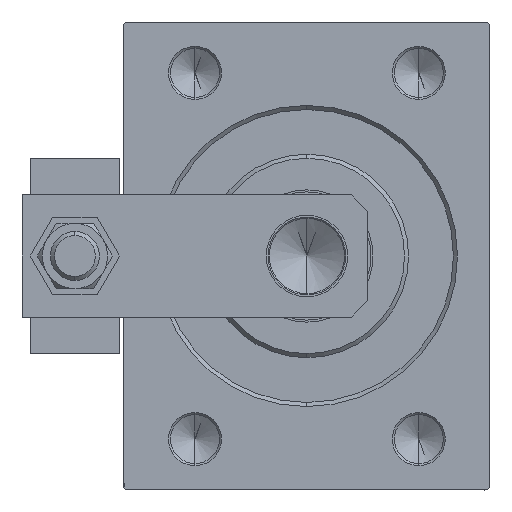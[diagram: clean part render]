
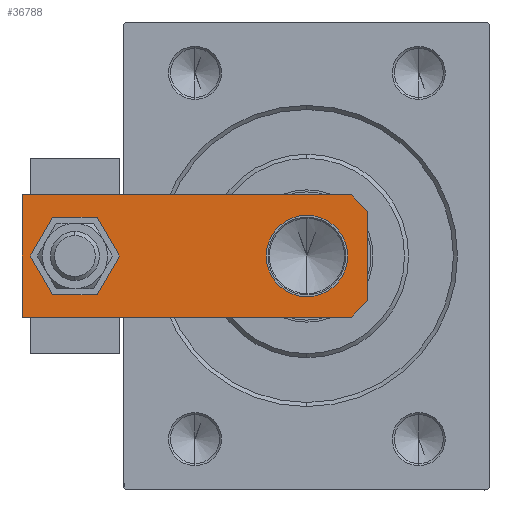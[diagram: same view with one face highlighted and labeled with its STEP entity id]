
A CAD part, left-side view. The second image highlights one B-rep face of the part: STEP entity #36788.
In plain terms, the highlighted face is planar.
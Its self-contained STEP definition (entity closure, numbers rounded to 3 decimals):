
#602 = VECTOR ( 'NONE', #22538, 1000. ) ;
#700 = FACE_OUTER_BOUND ( 'NONE', #16019, .T. ) ;
#872 = LINE ( 'NONE', #12561, #36948 ) ;
#2191 = VERTEX_POINT ( 'NONE', #30954 ) ;
#3168 = DIRECTION ( 'NONE',  ( 1., 0., 0. ) ) ;
#3424 = CARTESIAN_POINT ( 'NONE',  ( 0., 72., 8. ) ) ;
#4508 = CARTESIAN_POINT ( 'NONE',  ( 0., 0., 8. ) ) ;
#4619 = VERTEX_POINT ( 'NONE', #6512 ) ;
#4960 = VERTEX_POINT ( 'NONE', #29216 ) ;
#5382 = LINE ( 'NONE', #24472, #31557 ) ;
#5624 = DIRECTION ( 'NONE',  ( 0.707, 0.707, 0. ) ) ;
#6512 = CARTESIAN_POINT ( 'NONE',  ( 11., 0., 8. ) ) ;
#6619 = CARTESIAN_POINT ( 'NONE',  ( 0., 15., 8. ) ) ;
#8005 = EDGE_CURVE ( 'NONE', #39516, #14162, #33845, .T. ) ;
#8187 = CARTESIAN_POINT ( 'NONE',  ( 0., 72., 8. ) ) ;
#8339 = DIRECTION ( 'NONE',  ( 0.707, -0.707, 0. ) ) ;
#8545 = ORIENTED_EDGE ( 'NONE', *, *, #35354, .T. ) ;
#8633 = AXIS2_PLACEMENT_3D ( 'NONE', #3424, #49397, #34177 ) ;
#9030 = CARTESIAN_POINT ( 'NONE',  ( 10., 15., 8. ) ) ;
#9671 = VERTEX_POINT ( 'NONE', #9030 ) ;
#10202 = VERTEX_POINT ( 'NONE', #43400 ) ;
#10991 = DIRECTION ( 'NONE',  ( 1., 0., 0. ) ) ;
#11594 = CARTESIAN_POINT ( 'NONE',  ( 0., 15., 8. ) ) ;
#11695 = EDGE_CURVE ( 'NONE', #2191, #49815, #31817, .T. ) ;
#11883 = VECTOR ( 'NONE', #3168, 1000. ) ;
#12561 = CARTESIAN_POINT ( 'NONE',  ( 15., 85., 8. ) ) ;
#13853 = CARTESIAN_POINT ( 'NONE',  ( 15., 85., 8. ) ) ;
#13937 = EDGE_LOOP ( 'NONE', ( #37393, #29058 ) ) ;
#14162 = VERTEX_POINT ( 'NONE', #40669 ) ;
#14370 = ORIENTED_EDGE ( 'NONE', *, *, #31631, .T. ) ;
#14564 = VERTEX_POINT ( 'NONE', #14869 ) ;
#14869 = CARTESIAN_POINT ( 'NONE',  ( -15., 85., 8. ) ) ;
#15661 = DIRECTION ( 'NONE',  ( 1., 0., 0. ) ) ;
#15947 = DIRECTION ( 'NONE',  ( 1., 0., 0. ) ) ;
#16019 = EDGE_LOOP ( 'NONE', ( #8545, #23851, #31115, #41784, #42599, #14370 ) ) ;
#16202 = FACE_BOUND ( 'NONE', #13937, .T. ) ;
#17473 = CARTESIAN_POINT ( 'NONE',  ( -11., 0., 8. ) ) ;
#19533 = CARTESIAN_POINT ( 'NONE',  ( -5.5, -5.5, 8. ) ) ;
#20558 = CIRCLE ( 'NONE', #44824, 10. ) ;
#21744 = ORIENTED_EDGE ( 'NONE', *, *, #8005, .F. ) ;
#22148 = DIRECTION ( 'NONE',  ( 0., 0., 1. ) ) ;
#22538 = DIRECTION ( 'NONE',  ( 0., -1., 0. ) ) ;
#22791 = LINE ( 'NONE', #37754, #602 ) ;
#23851 = ORIENTED_EDGE ( 'NONE', *, *, #35270, .T. ) ;
#24472 = CARTESIAN_POINT ( 'NONE',  ( 5.5, -5.5, 8. ) ) ;
#24522 = DIRECTION ( 'NONE',  ( -1., 0., 0. ) ) ;
#25062 = CIRCLE ( 'NONE', #38823, 10. ) ;
#25346 = EDGE_CURVE ( 'NONE', #4960, #9671, #20558, .T. ) ;
#26854 = DIRECTION ( 'NONE',  ( 0., 0., 1. ) ) ;
#28265 = CARTESIAN_POINT ( 'NONE',  ( 15., 0., 8. ) ) ;
#28967 = ORIENTED_EDGE ( 'NONE', *, *, #33460, .F. ) ;
#29058 = ORIENTED_EDGE ( 'NONE', *, *, #37522, .F. ) ;
#29216 = CARTESIAN_POINT ( 'NONE',  ( -10., 15., 8. ) ) ;
#29483 = EDGE_LOOP ( 'NONE', ( #21744, #28967 ) ) ;
#30954 = CARTESIAN_POINT ( 'NONE',  ( 15., 4., 8. ) ) ;
#31115 = ORIENTED_EDGE ( 'NONE', *, *, #33434, .T. ) ;
#31144 = CARTESIAN_POINT ( 'NONE',  ( -15., 0., 8. ) ) ;
#31215 = PLANE ( 'NONE',  #49314 ) ;
#31461 = DIRECTION ( 'NONE',  ( 0., 0., 1. ) ) ;
#31474 = LINE ( 'NONE', #19533, #47656 ) ;
#31557 = VECTOR ( 'NONE', #5624, 1000. ) ;
#31631 = EDGE_CURVE ( 'NONE', #49815, #14564, #872, .T. ) ;
#31817 = LINE ( 'NONE', #28265, #32371 ) ;
#32371 = VECTOR ( 'NONE', #35623, 1000. ) ;
#33434 = EDGE_CURVE ( 'NONE', #49466, #4619, #34434, .T. ) ;
#33460 = EDGE_CURVE ( 'NONE', #14162, #39516, #49073, .T. ) ;
#33845 = CIRCLE ( 'NONE', #40348, 7. ) ;
#34177 = DIRECTION ( 'NONE',  ( 1., 0., 0. ) ) ;
#34434 = LINE ( 'NONE', #31144, #11883 ) ;
#35270 = EDGE_CURVE ( 'NONE', #10202, #49466, #31474, .T. ) ;
#35354 = EDGE_CURVE ( 'NONE', #14564, #10202, #22791, .T. ) ;
#35623 = DIRECTION ( 'NONE',  ( 0., 1., 0. ) ) ;
#36788 = ADVANCED_FACE ( 'NONE', ( #46415, #700, #16202 ), #31215, .T. ) ;
#36948 = VECTOR ( 'NONE', #24522, 1000. ) ;
#37125 = CARTESIAN_POINT ( 'NONE',  ( -7., 72., 8. ) ) ;
#37393 = ORIENTED_EDGE ( 'NONE', *, *, #25346, .F. ) ;
#37522 = EDGE_CURVE ( 'NONE', #9671, #4960, #25062, .T. ) ;
#37754 = CARTESIAN_POINT ( 'NONE',  ( -15., 85., 8. ) ) ;
#38823 = AXIS2_PLACEMENT_3D ( 'NONE', #6619, #22148, #40686 ) ;
#39198 = DIRECTION ( 'NONE',  ( 0., 0., 1. ) ) ;
#39516 = VERTEX_POINT ( 'NONE', #37125 ) ;
#40348 = AXIS2_PLACEMENT_3D ( 'NONE', #8187, #39198, #10991 ) ;
#40669 = CARTESIAN_POINT ( 'NONE',  ( 7., 72., 8. ) ) ;
#40686 = DIRECTION ( 'NONE',  ( 1., 0., 0. ) ) ;
#41784 = ORIENTED_EDGE ( 'NONE', *, *, #42082, .T. ) ;
#42082 = EDGE_CURVE ( 'NONE', #4619, #2191, #5382, .T. ) ;
#42599 = ORIENTED_EDGE ( 'NONE', *, *, #11695, .T. ) ;
#43400 = CARTESIAN_POINT ( 'NONE',  ( -15., 4., 8. ) ) ;
#44824 = AXIS2_PLACEMENT_3D ( 'NONE', #11594, #26854, #15661 ) ;
#46415 = FACE_BOUND ( 'NONE', #29483, .T. ) ;
#47656 = VECTOR ( 'NONE', #8339, 1000. ) ;
#49073 = CIRCLE ( 'NONE', #8633, 7. ) ;
#49314 = AXIS2_PLACEMENT_3D ( 'NONE', #4508, #31461, #15947 ) ;
#49397 = DIRECTION ( 'NONE',  ( 0., 0., 1. ) ) ;
#49466 = VERTEX_POINT ( 'NONE', #17473 ) ;
#49815 = VERTEX_POINT ( 'NONE', #13853 ) ;
